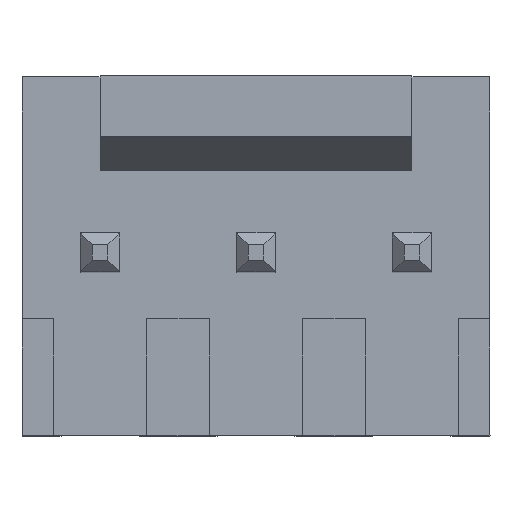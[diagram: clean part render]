
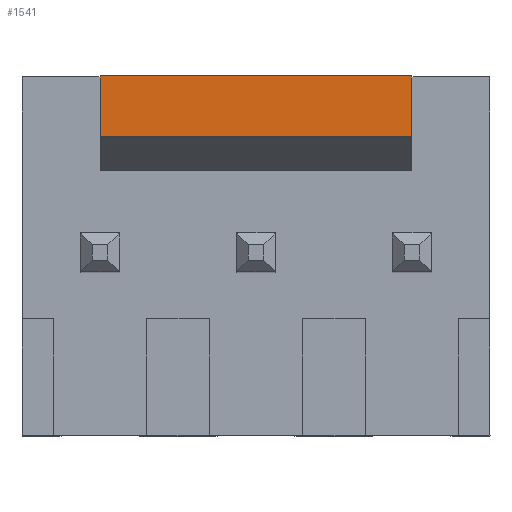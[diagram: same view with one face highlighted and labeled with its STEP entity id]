
A CAD part, top view. The second image highlights one B-rep face of the part: STEP entity #1541.
In plain terms, the highlighted planar face has unit normal (0, 0, 1).
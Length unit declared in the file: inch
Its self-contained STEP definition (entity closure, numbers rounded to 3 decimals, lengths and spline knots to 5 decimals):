
#60=FACE_OUTER_BOUND('',#145,.T.);
#145=EDGE_LOOP('',(#1192,#1193,#1194,#1195));
#285=LINE('',#2249,#495);
#337=LINE('',#2349,#547);
#341=LINE('',#2357,#551);
#342=LINE('',#2358,#552);
#495=VECTOR('',#1824,39.37008);
#547=VECTOR('',#1908,39.37008);
#551=VECTOR('',#1914,39.37008);
#552=VECTOR('',#1915,39.37008);
#682=VERTEX_POINT('',#2246);
#683=VERTEX_POINT('',#2248);
#715=VERTEX_POINT('',#2348);
#718=VERTEX_POINT('',#2356);
#841=EDGE_CURVE('',#682,#683,#285,.T.);
#893=EDGE_CURVE('',#683,#715,#337,.T.);
#897=EDGE_CURVE('',#682,#718,#341,.T.);
#898=EDGE_CURVE('',#718,#715,#342,.T.);
#1192=ORIENTED_EDGE('',*,*,#893,.F.);
#1193=ORIENTED_EDGE('',*,*,#841,.F.);
#1194=ORIENTED_EDGE('',*,*,#897,.T.);
#1195=ORIENTED_EDGE('',*,*,#898,.T.);
#1416=PLANE('',#1637);
#1541=ADVANCED_FACE('',(#60),#1416,.T.);
#1637=AXIS2_PLACEMENT_3D('',#2355,#1912,#1913);
#1824=DIRECTION('',(1.,0.,0.));
#1908=DIRECTION('',(0.,-1.,0.));
#1912=DIRECTION('center_axis',(0.,0.,1.));
#1913=DIRECTION('ref_axis',(0.,-1.,0.));
#1914=DIRECTION('',(0.,-1.,0.));
#1915=DIRECTION('',(1.,0.,0.));
#2246=CARTESIAN_POINT('',(-0.1,0.1125,0.46));
#2248=CARTESIAN_POINT('',(0.1,0.1125,0.46));
#2249=CARTESIAN_POINT('',(0.,0.1125,0.46));
#2348=CARTESIAN_POINT('',(0.1,0.0735,0.46));
#2349=CARTESIAN_POINT('',(0.1,0.0825,0.46));
#2355=CARTESIAN_POINT('Origin',(-0.104,0.11335,0.46));
#2356=CARTESIAN_POINT('',(-0.1,0.0735,0.46));
#2357=CARTESIAN_POINT('',(-0.1,0.093,0.46));
#2358=CARTESIAN_POINT('',(0.,0.0735,0.46));
